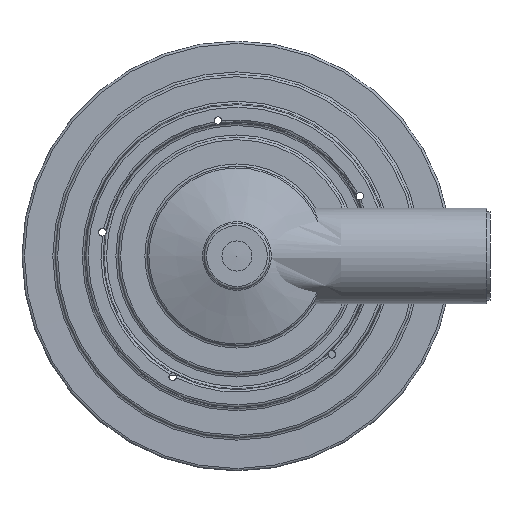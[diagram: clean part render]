
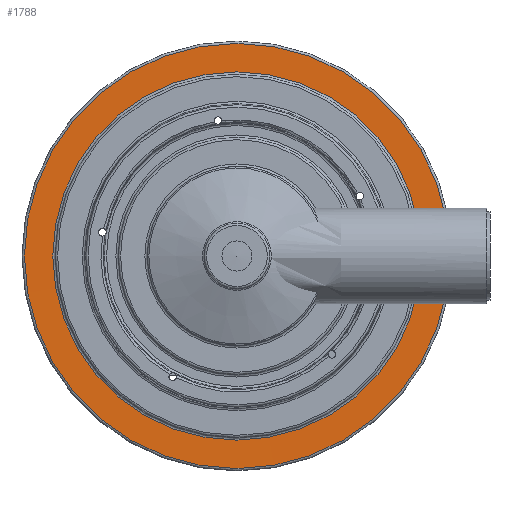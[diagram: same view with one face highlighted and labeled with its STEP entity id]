
A CAD part, front view. The second image highlights one B-rep face of the part: STEP entity #1788.
In plain terms, the highlighted conical face has half-angle 89.796 degrees and reference radius 103.464 mm.
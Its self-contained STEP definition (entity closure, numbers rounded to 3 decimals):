
#1788=ADVANCED_FACE('',(#10251,#10253),#10255,.F.);
#10251=FACE_OUTER_BOUND('',#10252,.T.);
#10252=EDGE_LOOP('',(#28263));
#10253=FACE_OUTER_BOUND('',#10254,.T.);
#10254=EDGE_LOOP('',(#28264));
#10255=CONICAL_SURFACE('',#10256,103.464,1.567);
#10256=AXIS2_PLACEMENT_3D('',#10257,#10258,#10259);
#10257=CARTESIAN_POINT('',(0.,-3.5,0.));
#10258=DIRECTION('',(-0.,-1.,0.));
#10259=DIRECTION('',(1.,-0.,-0.));
#28263=ORIENTED_EDGE('',*,*,#33173,.T.);
#28264=ORIENTED_EDGE('',*,*,#33180,.F.);
#33173=EDGE_CURVE('',#35909,#35909,#35910,.T.);
#33180=EDGE_CURVE('',#35923,#35923,#35924,.T.);
#35909=VERTEX_POINT('',#43691);
#35910=CIRCLE('',#43692,96.051);
#35923=VERTEX_POINT('',#43833);
#35924=CIRCLE('',#43834,110.877);
#43691=CARTESIAN_POINT('',(-96.051,-3.474,0.));
#43692=AXIS2_PLACEMENT_3D('',#43693,#43694,#43695);
#43693=CARTESIAN_POINT('',(0.,-3.474,0.));
#43694=DIRECTION('',(0.,1.,-0.));
#43695=DIRECTION('',(-1.,0.,0.));
#43833=CARTESIAN_POINT('',(-110.877,-3.526,0.));
#43834=AXIS2_PLACEMENT_3D('',#43835,#43836,#43837);
#43835=CARTESIAN_POINT('',(0.,-3.526,0.));
#43836=DIRECTION('',(0.,1.,-0.));
#43837=DIRECTION('',(-1.,0.,0.));
